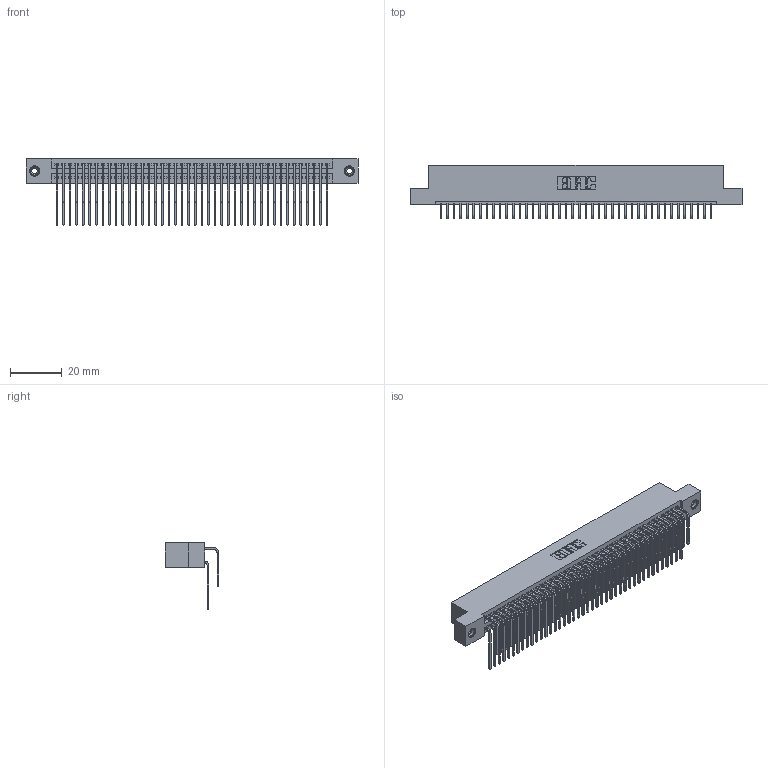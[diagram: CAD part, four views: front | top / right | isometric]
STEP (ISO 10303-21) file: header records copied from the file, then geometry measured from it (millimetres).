
FILE_DESCRIPTION (( 'STEP AP203' ), '1' );
FILE_NAME ('345-084-559-208.STEP', '2018-10-04T03:24:15', ( '' ), ( '' ), 'SwSTEP 2.0', 'SolidWorks 2016', '' );
FILE_SCHEMA (( 'CONFIG_CONTROL_DESIGN' ));
Length unit declared in the file: inch
Products named in the file (5): 345-250-001_345-250-003-102; 345-084-559-208; 345-292-001_559 Tail - 2; 345-292-001_558 559 Tail - 1; 345 Part_Flush Mounting Lugs - 0.156 Dia-TI
Assembly tree (87 placements, depth 2):
  345-084-559-208
    345 Part_Flush Mounting Lugs - 0.156 Dia-TI
    345-292-001_558 559 Tail - 1  x42
    345-292-001_559 Tail - 2  x42
    345-250-001_345-250-003-102  x2
Bounding box: 127.89 x 20.56 x 25.53 mm (x, y, z)
Volume: 12901.3 mm3; surface area: 21362.4 mm2
Topology: 87 solids, 87 shells, 4554 faces, 13497 edges, 8878 vertices
Faces by surface type: plane 3052, cylinder 1486, cone 12, torus 4
Entity records: 35792 total; most frequent: CARTESIAN_POINT 6026, ORIENTED_EDGE 5902, DIRECTION 5313, EDGE_CURVE 2951, VECTOR 2591, LINE 2591, VERTEX_POINT 1960, AXIS2_PLACEMENT_3D 1361
